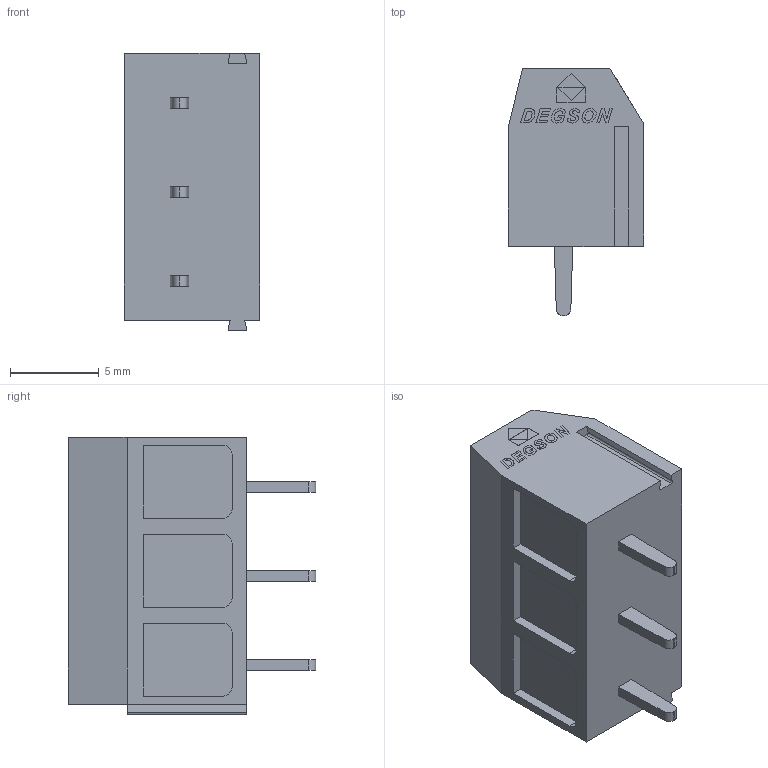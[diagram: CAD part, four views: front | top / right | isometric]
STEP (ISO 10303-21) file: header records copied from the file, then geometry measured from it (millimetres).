
FILE_DESCRIPTION(/* description */ (''),/* implementation_level */ '2;1');
FILE_NAME(/* name */ 'DG306-5.0-03P-1Y-00A(H).stp',/* time_stamp */ '2020-05-26T20:29:44+08:00',/* author */ (''),/* organization */ (''),/* preprocessor_version */ 'ST-DEVELOPER v15',/* originating_system */ 'SIEMENS PLM Software NX 8.5',/* authorisation */ '');
FILE_SCHEMA (('AP203_CONFIGURATION_CONTROLLED_3D_DESIGN_OF_MECHANICAL_PARTS_AND_ASSEMBLIES_MIM_LF { 1 0 10303 403 2 1 2}'));
Length unit declared in the file: millimetre
Products named in the file (1): FOB046C2496xdw8
Bounding box: 7.6 x 13.9 x 15.6 mm (x, y, z)
Volume: 1015.4 mm3; surface area: 822.7 mm2
Topology: 1 solids, 1 shells, 407 faces, 1140 edges, 760 vertices
Faces by surface type: plane 367, cylinder 25, torus 9, cone 6
Full cylindrical faces by diameter (mm): 1.1 x3, 3.54 x6
Entity records: 13032 total; most frequent: CARTESIAN_POINT 2494, ORIENTED_EDGE 2244, DIRECTION 1988, EDGE_CURVE 1122, LINE 1012, VECTOR 1012, VERTEX_POINT 754, AXIS2_PLACEMENT_3D 488
